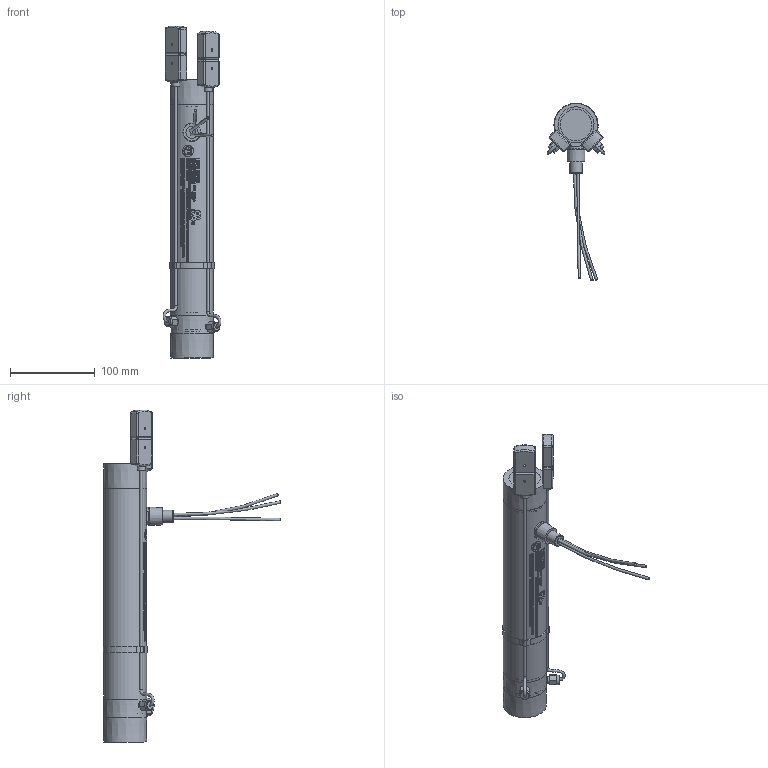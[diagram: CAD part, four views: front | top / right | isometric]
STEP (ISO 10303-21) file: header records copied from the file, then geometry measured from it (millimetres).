
FILE_DESCRIPTION(/* description */ ('Alibre Inc.'),/* implementation_level */ '2;1');
FILE_NAME(/* name */ 'export1',/* time_stamp */ '2017-05-18T09:45:55-04:00',/* author */ (''),/* organization */ (''),/* preprocessor_version */ 'ST-DEVELOPER v14',/* originating_system */ 'Alibre',/* authorisation */ '');
FILE_SCHEMA (('AUTOMOTIVE_DESIGN'));
Length unit declared in the file: centimetre
Bounding box: 68.5 x 210.23 x 392.31 mm (x, y, z)
Volume: 185001.3 mm3; surface area: 155260.1 mm2
Topology: 307 solids, 307 shells, 4337 faces, 10991 edges, 7272 vertices
Faces by surface type: plane 2418, bspline 1143, cylinder 700, sphere 32, cone 25, torus 14, revolution 3, extrusion 2
Full cylindrical faces by diameter (mm): 1.177 x2, 2.54 x4, 3.048 x6, 3.175 x4, 3.302 x2, 3.454 x2, 3.937 x2, 3.988 x2, 4.826 x2, 4.877 x2, 5.334 x2, 5.563 x2, 6.223 x4, 7.75 x2, 7.798 x2, 9.525 x2, 10.998 x1, 11.125 x1, 11.129 x2, 13.208 x1, 14.044 x1, 14.224 x1, 14.275 x1, 14.301 x1, 16.893 x1, 38.1 x3, 42.672 x2, 48.514 x3, 49.022 x1, 49.149 x4
Entity records: 138835 total; most frequent: CARTESIAN_POINT 42515, ORIENTED_EDGE 21328, DIRECTION 13728, EDGE_CURVE 10664, VERTEX_POINT 7126, VECTOR 5706, LINE 5705, AXIS2_PLACEMENT_3D 5200
